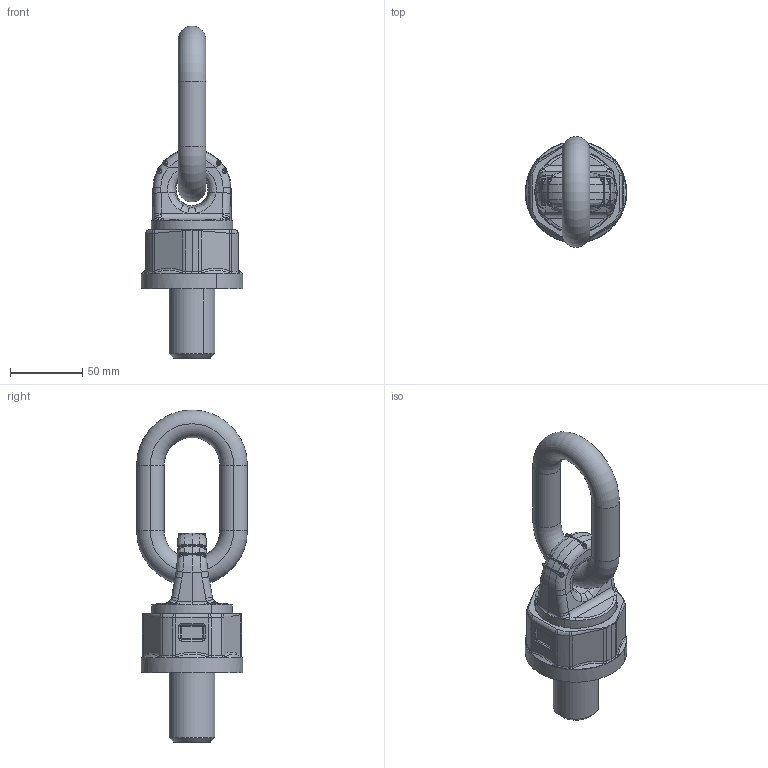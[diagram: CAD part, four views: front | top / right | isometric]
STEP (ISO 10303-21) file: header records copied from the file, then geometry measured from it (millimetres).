
FILE_DESCRIPTION(('CATIA V5 STEP Exchange'),'2;1');
FILE_NAME('8-252-067-02.stp','2017-09-27T06:38:09+00:00',('none'),('none'),'CATIA Version 5 Release 21 GA (IN-10)','CATIA V5 STEP AP203','none');
FILE_SCHEMA(('CONFIG_CONTROL_DESIGN'));
Length unit declared in the file: millimetre
Products named in the file (1): 產品1
Assembly tree (2 placements, depth 2):
  產品1
    #58
    #22121
Bounding box: 70 x 76.56 x 229.31 mm (x, y, z)
Volume: 316847.8 mm3; surface area: 49341.8 mm2
Topology: 3 solids, 3 shells, 491 faces, 1146 edges, 635 vertices
Faces by surface type: bspline 268, cylinder 88, plane 61, sphere 28, torus 22, cone 20, revolution 4
Entity records: 29678 total; most frequent: CARTESIAN_POINT 21411, ORIENTED_EDGE 2236, EDGE_CURVE 1118, B_SPLINE_CURVE_WITH_KNOTS 816, DIRECTION 660, VERTEX_POINT 635, EDGE_LOOP 497, ADVANCED_FACE 491
